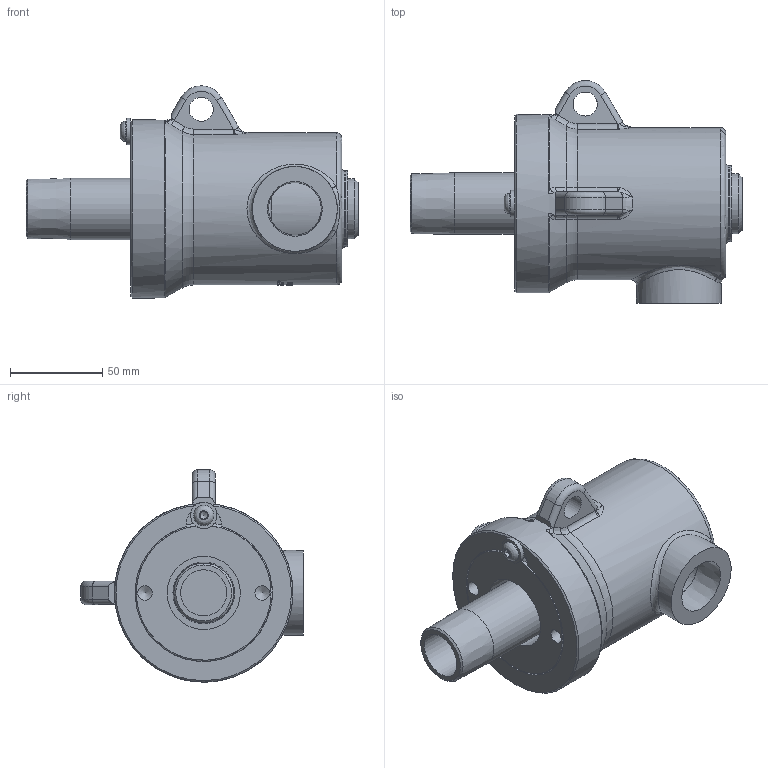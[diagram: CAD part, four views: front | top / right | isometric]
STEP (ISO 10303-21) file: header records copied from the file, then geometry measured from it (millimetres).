
FILE_DESCRIPTION(/* description */ (''),/* implementation_level */ '2;1');
FILE_NAME(/* name */ '9100-020-220-IC.stp',/* time_stamp */ '2020-05-18T13:44:11-05:00',/* author */ ('Moorera'),/* organization */ (''),/* preprocessor_version */ 'ST-DEVELOPER v18.1',/* originating_system */ 'Autodesk Inventor 2020',/* authorisation */ '');
FILE_SCHEMA (('AUTOMOTIVE_DESIGN { 1 0 10303 214 3 1 1 }'));
Products named in the file (1): 9100-020-220-IC
Bounding box: 179.99 x 120.7 x 115.1 mm (x, y, z)
Volume: 696527.9 mm3; surface area: 69517.8 mm2
Topology: 1 solids, 3 shells, 434 faces, 1131 edges, 744 vertices
Faces by surface type: bspline 221, plane 113, cylinder 72, cone 16, torus 12
Full cylindrical faces by diameter (mm): 4.978 x1, 6.35 x1, 7.1 x1, 7.9 x2, 11.1 x1, 13 x2, 14.3 x1, 25 x1, 28.575 x1, 31.8 x1, 33.4 x2, 39.7 x1, 41.3 x1, 46 x1, 73 x1, 82.5 x1, 96.8 x1
Entity records: 63583 total; most frequent: CARTESIAN_POINT 53726, ORIENTED_EDGE 2246, DIRECTION 1551, EDGE_CURVE 1123, VERTEX_POINT 744, AXIS2_PLACEMENT_3D 584, EDGE_LOOP 491, FACE_OUTER_BOUND 434
